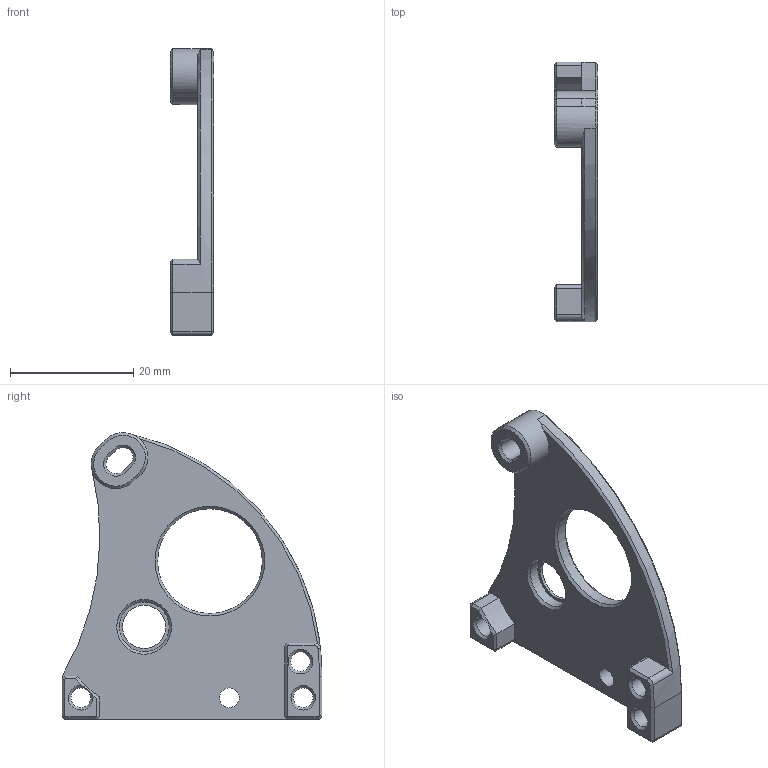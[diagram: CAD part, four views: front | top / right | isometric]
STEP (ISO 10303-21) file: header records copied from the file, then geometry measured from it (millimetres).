
FILE_DESCRIPTION(/* description */ (''),/* implementation_level */ '2;1');
FILE_NAME(/* name */ 'Rear-R.stp',/* time_stamp */ '2021-02-06T19:18:02-08:00',/* author */ (''),/* organization */ (''),/* preprocessor_version */ 'ST-DEVELOPER v18.1',/* originating_system */ 'Autodesk Translation Framework v9.7.0.1280',/* authorisation */ '');
FILE_SCHEMA (('AUTOMOTIVE_DESIGN { 1 0 10303 214 3 1 1 }'));
Length unit declared in the file: millimetre
Products named in the file (1): Rear
Bounding box: 7.08 x 42.13 x 46.52 mm (x, y, z)
Volume: 3483 mm3; surface area: 3495.1 mm2
Topology: 1 solids, 1 shells, 89 faces, 211 edges, 124 vertices
Faces by surface type: cone 36, plane 28, cylinder 25
Full cylindrical faces by diameter (mm): 3.2 x4, 7 x1, 8.1 x1, 17 x1
Entity records: 2633 total; most frequent: CARTESIAN_POINT 477, DIRECTION 474, ORIENTED_EDGE 422, EDGE_CURVE 211, AXIS2_PLACEMENT_3D 181, VERTEX_POINT 124, LINE 112, VECTOR 112
